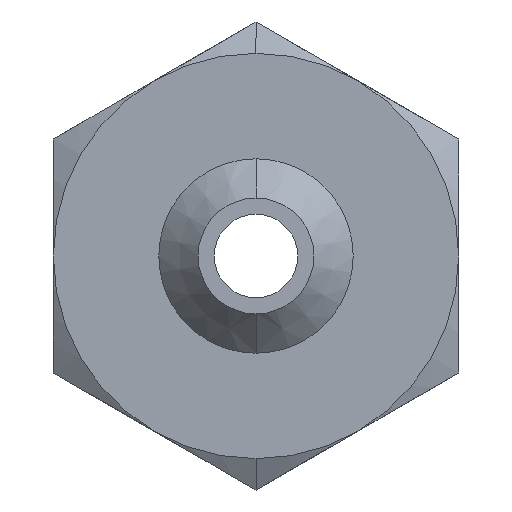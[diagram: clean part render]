
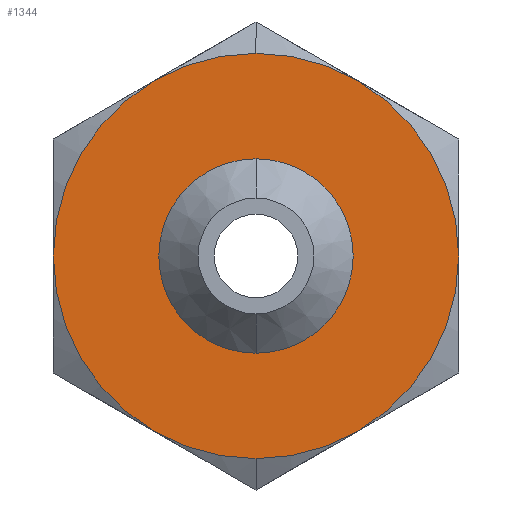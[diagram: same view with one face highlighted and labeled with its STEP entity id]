
A CAD part, left-side view. The second image highlights one B-rep face of the part: STEP entity #1344.
In plain terms, the highlighted planar face has unit normal (-1, 0, 0).
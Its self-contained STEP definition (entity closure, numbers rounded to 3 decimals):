
#20 = EDGE_LOOP ( 'NONE', ( #855, #938 ) ) ;
#75 = AXIS2_PLACEMENT_3D ( 'NONE', #1949, #398, #1783 ) ;
#80 = FACE_OUTER_BOUND ( 'NONE', #1560, .T. ) ;
#208 = DIRECTION ( 'NONE',  ( 0., 0., 1. ) ) ;
#219 = AXIS2_PLACEMENT_3D ( 'NONE', #1555, #2331, #402 ) ;
#231 = DIRECTION ( 'NONE',  ( 0., 0., 1. ) ) ;
#235 = EDGE_CURVE ( 'NONE', #1139, #772, #1463, .T. ) ;
#284 = ORIENTED_EDGE ( 'NONE', *, *, #1166, .T. ) ;
#305 = CIRCLE ( 'NONE', #1728, 11.113 ) ;
#337 = AXIS2_PLACEMENT_3D ( 'NONE', #678, #2050, #1850 ) ;
#376 = DIRECTION ( 'NONE',  ( 0., 0., 1. ) ) ;
#380 = AXIS2_PLACEMENT_3D ( 'NONE', #2127, #389, #376 ) ;
#383 = ORIENTED_EDGE ( 'NONE', *, *, #1834, .T. ) ;
#389 = DIRECTION ( 'NONE',  ( 1., 0., 0. ) ) ;
#398 = DIRECTION ( 'NONE',  ( -1., 0., 0. ) ) ;
#402 = DIRECTION ( 'NONE',  ( 0., 0., 1. ) ) ;
#432 = DIRECTION ( 'NONE',  ( 0., 0., 1. ) ) ;
#487 = ORIENTED_EDGE ( 'NONE', *, *, #1570, .T. ) ;
#532 = CIRCLE ( 'NONE', #219, 11.113 ) ;
#576 = DIRECTION ( 'NONE',  ( -1., 0., 0. ) ) ;
#582 = EDGE_CURVE ( '����3', #2142, #763, #532, .T. ) ;
#586 = AXIS2_PLACEMENT_3D ( 'NONE', #637, #647, #2375 ) ;
#600 = EDGE_CURVE ( 'NONE', #710, #1530, #1138, .T. ) ;
#603 = CARTESIAN_POINT ( 'NONE',  ( 8.509, 0., 5.334 ) ) ;
#637 = CARTESIAN_POINT ( 'NONE',  ( 8.509, 0., 0. ) ) ;
#647 = DIRECTION ( 'NONE',  ( -1., 0., 0. ) ) ;
#669 = VERTEX_POINT ( 'NONE', #2108 ) ;
#678 = CARTESIAN_POINT ( 'NONE',  ( 8.509, 0., 0. ) ) ;
#690 = CARTESIAN_POINT ( 'NONE',  ( 8.509, 0., 0. ) ) ;
#710 = VERTEX_POINT ( 'NONE', #1320 ) ;
#712 = DIRECTION ( 'NONE',  ( 0., 0., 1. ) ) ;
#713 = AXIS2_PLACEMENT_3D ( 'NONE', #2289, #1920, #712 ) ;
#763 = VERTEX_POINT ( 'NONE', #1158 ) ;
#772 = VERTEX_POINT ( 'NONE', #795 ) ;
#786 = AXIS2_PLACEMENT_3D ( 'NONE', #690, #1006, #2061 ) ;
#795 = CARTESIAN_POINT ( 'NONE',  ( 8.509, 0., -5.334 ) ) ;
#799 = EDGE_CURVE ( 'NONE', #772, #1139, #2048, .T. ) ;
#827 = AXIS2_PLACEMENT_3D ( 'NONE', #1740, #576, #980 ) ;
#855 = ORIENTED_EDGE ( 'NONE', *, *, #235, .T. ) ;
#938 = ORIENTED_EDGE ( 'NONE', *, *, #799, .T. ) ;
#946 = CARTESIAN_POINT ( 'NONE',  ( 8.509, 5.556, 9.624 ) ) ;
#980 = DIRECTION ( 'NONE',  ( 0., 0., 1. ) ) ;
#987 = CIRCLE ( 'NONE', #586, 11.113 ) ;
#1006 = DIRECTION ( 'NONE',  ( 1., 0., 0. ) ) ;
#1130 = VERTEX_POINT ( 'NONE', #2495 ) ;
#1138 = CIRCLE ( 'NONE', #337, 11.113 ) ;
#1139 = VERTEX_POINT ( 'NONE', #603 ) ;
#1158 = CARTESIAN_POINT ( 'NONE',  ( 8.509, 0., -11.113 ) ) ;
#1166 = EDGE_CURVE ( 'NONE', #1130, #2142, #2491, .T. ) ;
#1201 = CARTESIAN_POINT ( 'NONE',  ( 8.509, 0., 0. ) ) ;
#1224 = AXIS2_PLACEMENT_3D ( 'NONE', #1934, #1592, #231 ) ;
#1230 = CARTESIAN_POINT ( 'NONE',  ( 8.509, 5.556, -9.624 ) ) ;
#1234 = ORIENTED_EDGE ( 'NONE', *, *, #1377, .T. ) ;
#1320 = CARTESIAN_POINT ( 'NONE',  ( 8.509, -5.556, 9.624 ) ) ;
#1326 = EDGE_CURVE ( 'NONE', #1831, #669, #987, .T. ) ;
#1344 = ADVANCED_FACE ( 'NONE', ( #80, #1669 ), #2440, .F. ) ;
#1373 = CIRCLE ( 'NONE', #713, 11.113 ) ;
#1377 = EDGE_CURVE ( 'NONE', #1471, #1130, #2340, .T. ) ;
#1387 = DIRECTION ( 'NONE',  ( -1., 0., 0. ) ) ;
#1392 = DIRECTION ( 'NONE',  ( -1., 0., 0. ) ) ;
#1463 = CIRCLE ( 'NONE', #380, 5.334 ) ;
#1471 = VERTEX_POINT ( 'NONE', #946 ) ;
#1530 = VERTEX_POINT ( 'NONE', #1571 ) ;
#1555 = CARTESIAN_POINT ( 'NONE',  ( 8.509, 0., 0. ) ) ;
#1560 = EDGE_LOOP ( 'NONE', ( #2447, #383, #2456, #2030, #1722, #487, #1234, #284 ) ) ;
#1570 = EDGE_CURVE ( 'NONE', #1530, #1471, #305, .T. ) ;
#1571 = CARTESIAN_POINT ( 'NONE',  ( 8.509, 0., 11.113 ) ) ;
#1592 = DIRECTION ( 'NONE',  ( 1., 0., 0. ) ) ;
#1669 = FACE_BOUND ( 'NONE', #20, .T. ) ;
#1681 = CARTESIAN_POINT ( 'NONE',  ( 8.509, 0., 0. ) ) ;
#1722 = ORIENTED_EDGE ( 'NONE', *, *, #600, .T. ) ;
#1728 = AXIS2_PLACEMENT_3D ( 'NONE', #1201, #1387, #208 ) ;
#1740 = CARTESIAN_POINT ( 'NONE',  ( 8.509, 0., 0. ) ) ;
#1769 = AXIS2_PLACEMENT_3D ( 'NONE', #1681, #1392, #432 ) ;
#1783 = DIRECTION ( 'NONE',  ( 0., 0., 1. ) ) ;
#1831 = VERTEX_POINT ( 'NONE', #2304 ) ;
#1834 = EDGE_CURVE ( 'NONE', #763, #1831, #1373, .T. ) ;
#1850 = DIRECTION ( 'NONE',  ( 0., 0., 1. ) ) ;
#1920 = DIRECTION ( 'NONE',  ( -1., 0., 0. ) ) ;
#1934 = CARTESIAN_POINT ( 'NONE',  ( 8.509, 0., 0. ) ) ;
#1949 = CARTESIAN_POINT ( 'NONE',  ( 8.509, 0., 0. ) ) ;
#2030 = ORIENTED_EDGE ( 'NONE', *, *, #2349, .T. ) ;
#2048 = CIRCLE ( 'NONE', #1224, 5.334 ) ;
#2050 = DIRECTION ( 'NONE',  ( -1., 0., 0. ) ) ;
#2061 = DIRECTION ( 'NONE',  ( 0., 0., 1. ) ) ;
#2108 = CARTESIAN_POINT ( 'NONE',  ( 8.509, -11.113, 0. ) ) ;
#2127 = CARTESIAN_POINT ( 'NONE',  ( 8.509, 0., 0. ) ) ;
#2142 = VERTEX_POINT ( 'NONE', #1230 ) ;
#2188 = CIRCLE ( 'NONE', #75, 11.113 ) ;
#2289 = CARTESIAN_POINT ( 'NONE',  ( 8.509, 0., 0. ) ) ;
#2304 = CARTESIAN_POINT ( 'NONE',  ( 8.509, -5.556, -9.624 ) ) ;
#2331 = DIRECTION ( 'NONE',  ( -1., 0., 0. ) ) ;
#2340 = CIRCLE ( 'NONE', #1769, 11.113 ) ;
#2349 = EDGE_CURVE ( 'NONE', #669, #710, #2188, .T. ) ;
#2375 = DIRECTION ( 'NONE',  ( 0., 0., 1. ) ) ;
#2440 = PLANE ( 'NONE',  #786 ) ;
#2447 = ORIENTED_EDGE ( 'NONE', *, *, #582, .T. ) ;
#2456 = ORIENTED_EDGE ( 'NONE', *, *, #1326, .T. ) ;
#2491 = CIRCLE ( 'NONE', #827, 11.113 ) ;
#2495 = CARTESIAN_POINT ( 'NONE',  ( 8.509, 11.113, 0. ) ) ;
